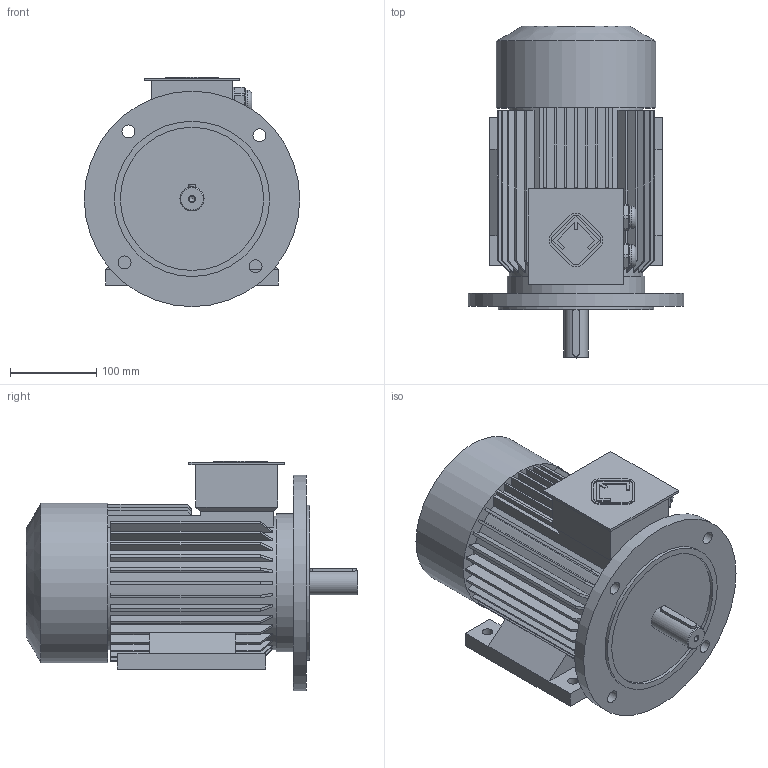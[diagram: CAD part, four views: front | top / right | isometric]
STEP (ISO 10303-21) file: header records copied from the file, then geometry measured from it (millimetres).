
FILE_DESCRIPTION(/* description */ ('Unknown'),/* implementation_level */ '2;1');
FILE_NAME(/* name */ 'A100L_В35',/* time_stamp */ '2021-03-26T13:53:06+03:00',/* author */ ('Unknown'),/* organization */ ('Unknown'),/* preprocessor_version */ 'ST-DEVELOPER v16',/* originating_system */ 'DEX',/* authorisation */ $);
FILE_SCHEMA (('AUTOMOTIVE_DESIGN {1 0 10303 214 3 1 1}'));
Length unit declared in the file: millimetre
Products named in the file (1): A100L_ﾂ35
Bounding box: 250 x 385 x 266 mm (x, y, z)
Volume: 8629557.4 mm3; surface area: 526135.3 mm2
Topology: 1 solids, 1 shells, 359 faces, 941 edges, 621 vertices
Faces by surface type: plane 262, cylinder 62, cone 33, torus 2
Full cylindrical faces by diameter (mm): 6.647 x2, 12 x4, 15 x4, 26.138 x2, 28 x1, 33 x2, 155 x1, 160 x1, 166 x1, 180 x1, 185 x1, 250 x1
Entity records: 13540 total; most frequent: CARTESIAN_POINT 2229, DIRECTION 1802, ORIENTED_EDGE 1786, EDGE_CURVE 893, AXIS2_PLACEMENT_3D 609, VERTEX_POINT 602, LINE 584, VECTOR 584
